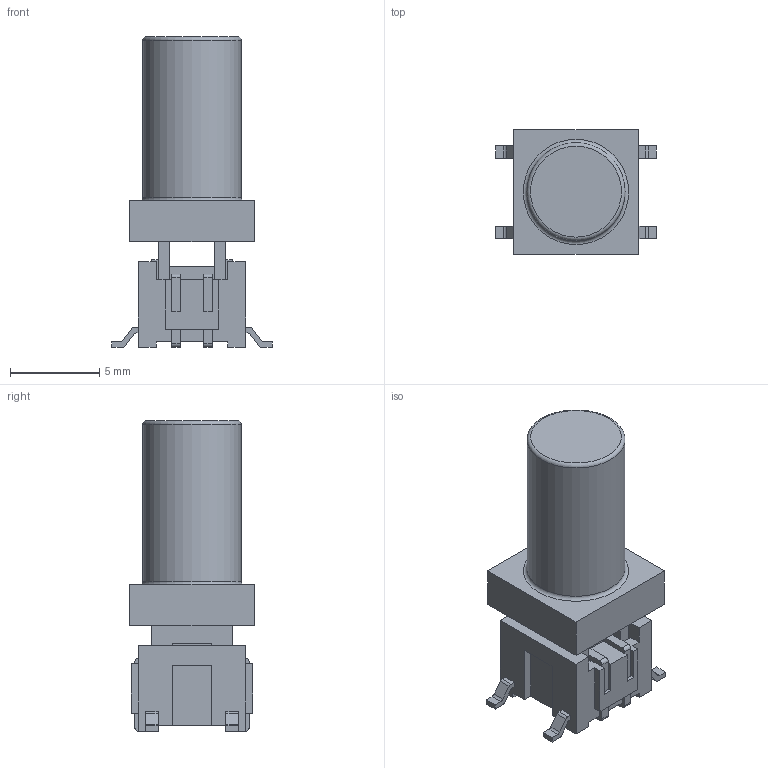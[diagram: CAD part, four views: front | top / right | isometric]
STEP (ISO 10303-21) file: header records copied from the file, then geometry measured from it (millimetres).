
FILE_DESCRIPTION(/* description */ (''),/* implementation_level */ '2;1');
FILE_NAME(/* name */ 'TC002-N11BXXX-RGB.step',/* time_stamp */ '2024-10-31T16:55:13+01:00',/* author */ (''),/* organization */ (''),/* preprocessor_version */ 'ST-DEVELOPER v20',/* originating_system */ 'Autodesk Translation Framework v13.20.0.188',/* authorisation */ '');
FILE_SCHEMA (('AUTOMOTIVE_DESIGN { 1 0 10303 214 3 1 1 }'));
Length unit declared in the file: millimetre
Products named in the file (8): TC002-N11BXXX-RGB; Component1; Component2; Component3; Component4; Component5; S1A; S2
Assembly tree (7 placements, depth 2):
  TC002-N11BXXX-RGB
    Component1
    Component2
    Component3
    Component4
    Component5
    S1A
    S2
Bounding box: 9 x 7 x 17.4 mm (x, y, z)
Volume: 453.6 mm3; surface area: 853.1 mm2
Topology: 13 solids, 13 shells, 249 faces, 682 edges, 454 vertices
Faces by surface type: plane 221, cylinder 26, torus 2
Full cylindrical faces by diameter (mm): 2.6 x1, 5.5 x1
Entity records: 8058 total; most frequent: CARTESIAN_POINT 1400, ORIENTED_EDGE 1364, DIRECTION 1266, EDGE_CURVE 682, LINE 626, VECTOR 626, VERTEX_POINT 454, AXIS2_PLACEMENT_3D 320
